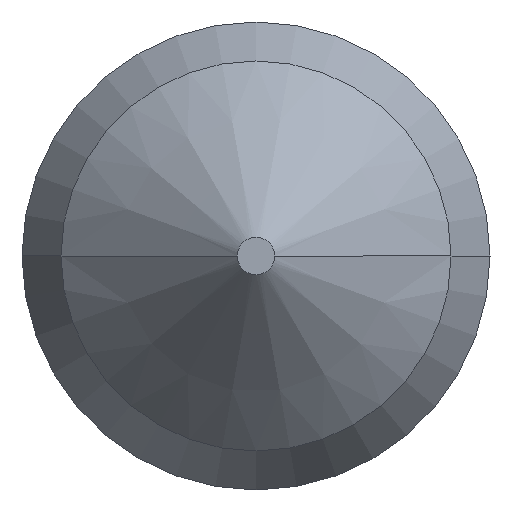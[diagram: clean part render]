
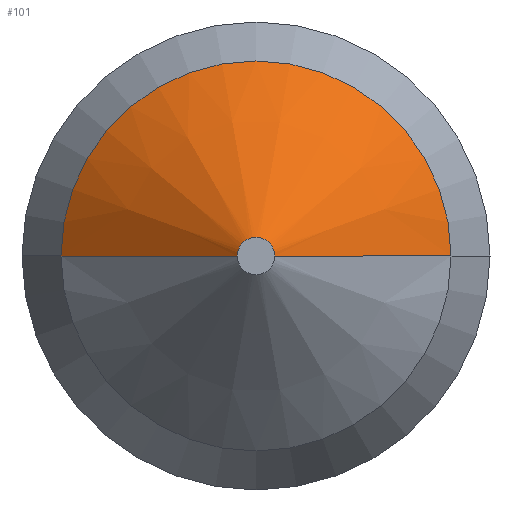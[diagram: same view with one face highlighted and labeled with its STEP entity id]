
A CAD part, left-side view. The second image highlights one B-rep face of the part: STEP entity #101.
In plain terms, the highlighted conical face has half-angle 45 degrees and reference radius 3.302 mm.
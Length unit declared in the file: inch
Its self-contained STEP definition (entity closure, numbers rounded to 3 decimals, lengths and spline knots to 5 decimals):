
#47 = EDGE_CURVE ( 'NONE', #455, #521, #486, .T. ) ;
#82 = VECTOR ( 'NONE', #549, 39.37008 ) ;
#96 = CIRCLE ( 'NONE', #943, 0.0125 ) ;
#101 = ADVANCED_FACE ( 'NONE', ( #310 ), #982, .T. ) ;
#116 = ORIENTED_EDGE ( 'NONE', *, *, #252, .T. ) ;
#161 = EDGE_LOOP ( 'NONE', ( #413, #306, #116, #533 ) ) ;
#163 = CARTESIAN_POINT ( 'NONE',  ( -2.5825, -0.13, 0. ) ) ;
#223 = AXIS2_PLACEMENT_3D ( 'NONE', #1151, #723, #1584 ) ;
#252 = EDGE_CURVE ( 'NONE', #1030, #521, #253, .T. ) ;
#253 = CIRCLE ( 'NONE', #626, 0.13 ) ;
#306 = ORIENTED_EDGE ( 'NONE', *, *, #1076, .T. ) ;
#310 = FACE_OUTER_BOUND ( 'NONE', #161, .T. ) ;
#329 = DIRECTION ( 'NONE',  ( 0., -1., 0. ) ) ;
#372 = CARTESIAN_POINT ( 'NONE',  ( -2.7, 0.0125, 0. ) ) ;
#399 = DIRECTION ( 'NONE',  ( -1., 0., 0. ) ) ;
#413 = ORIENTED_EDGE ( 'NONE', *, *, #803, .F. ) ;
#455 = VERTEX_POINT ( 'NONE', #372 ) ;
#486 = LINE ( 'NONE', #1572, #82 ) ;
#521 = VERTEX_POINT ( 'NONE', #1152 ) ;
#533 = ORIENTED_EDGE ( 'NONE', *, *, #47, .F. ) ;
#549 = DIRECTION ( 'NONE',  ( 0.707, 0.707, 0. ) ) ;
#626 = AXIS2_PLACEMENT_3D ( 'NONE', #867, #399, #1337 ) ;
#640 = DIRECTION ( 'NONE',  ( -1., 0., 0. ) ) ;
#723 = DIRECTION ( 'NONE',  ( 1., 0., 0. ) ) ;
#748 = VERTEX_POINT ( 'NONE', #1110 ) ;
#803 = EDGE_CURVE ( 'NONE', #748, #455, #96, .T. ) ;
#867 = CARTESIAN_POINT ( 'NONE',  ( -2.5825, 0., 0. ) ) ;
#943 = AXIS2_PLACEMENT_3D ( 'NONE', #1197, #640, #329 ) ;
#982 = CONICAL_SURFACE ( 'NONE', #223, 0.13, 0.785 ) ;
#1030 = VERTEX_POINT ( 'NONE', #1527 ) ;
#1060 = LINE ( 'NONE', #163, #1350 ) ;
#1076 = EDGE_CURVE ( 'NONE', #748, #1030, #1060, .T. ) ;
#1110 = CARTESIAN_POINT ( 'NONE',  ( -2.7, -0.0125, 0. ) ) ;
#1151 = CARTESIAN_POINT ( 'NONE',  ( -2.5825, 0., 0. ) ) ;
#1152 = CARTESIAN_POINT ( 'NONE',  ( -2.5825, 0.13, 0. ) ) ;
#1197 = CARTESIAN_POINT ( 'NONE',  ( -2.7, 0., 0. ) ) ;
#1337 = DIRECTION ( 'NONE',  ( 0., -1., 0. ) ) ;
#1350 = VECTOR ( 'NONE', #1538, 39.37008 ) ;
#1527 = CARTESIAN_POINT ( 'NONE',  ( -2.5825, -0.13, 0. ) ) ;
#1538 = DIRECTION ( 'NONE',  ( 0.707, -0.707, 0. ) ) ;
#1572 = CARTESIAN_POINT ( 'NONE',  ( -2.5825, 0.13, 0. ) ) ;
#1584 = DIRECTION ( 'NONE',  ( 0., 1., 0. ) ) ;
